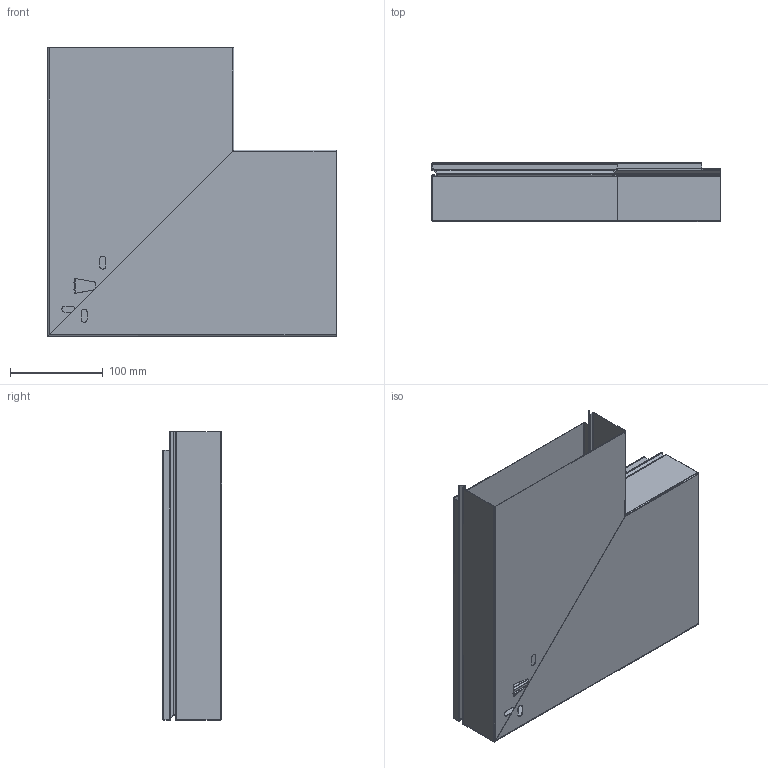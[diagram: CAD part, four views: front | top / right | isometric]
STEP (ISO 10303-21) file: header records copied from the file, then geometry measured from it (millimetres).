
FILE_DESCRIPTION (( 'STEP AP214' ), '1' );
FILE_NAME ('6248020.stp', '2016-10-05T11:05:00', ( '' ), ( '' ), 'SwSTEP 2.0', 'SolidWorks 2014', '' );
FILE_SCHEMA (( 'AUTOMOTIVE_DESIGN' ));
Length unit declared in the file: millimetre
Products named in the file (5): Unterteil2; Deckel2; Unterteil; Deckel; 6248020
Assembly tree (4 placements, depth 2):
  6248020
    Deckel
    Unterteil
    Deckel2
    Unterteil2
Bounding box: 310.05 x 63.69 x 310.05 mm (x, y, z)
Volume: 162887.2 mm3; surface area: 437647.2 mm2
Topology: 4 solids, 4 shells, 137 faces, 425 edges, 296 vertices
Faces by surface type: plane 71, cylinder 66
Entity records: 7028 total; most frequent: CARTESIAN_POINT 1840, ORIENTED_EDGE 850, DIRECTION 618, EDGE_CURVE 425, VERTEX_POINT 296, VECTOR 242, LINE 242, AXIS2_PLACEMENT_3D 188
